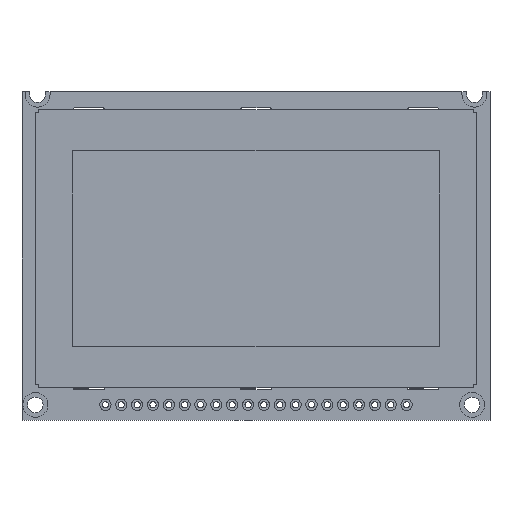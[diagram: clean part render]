
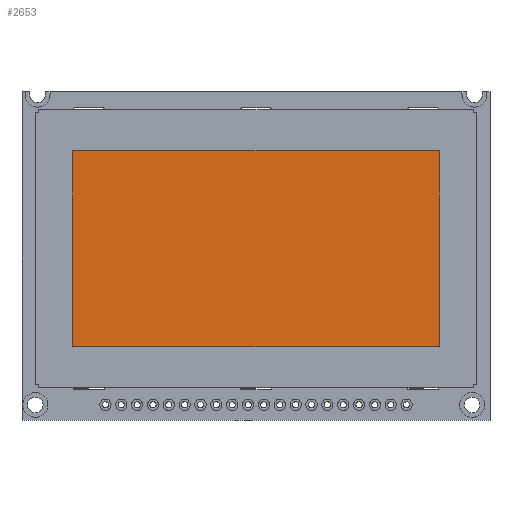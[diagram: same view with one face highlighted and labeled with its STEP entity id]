
A CAD part, top view. The second image highlights one B-rep face of the part: STEP entity #2653.
In plain terms, the highlighted planar face has unit normal (0, 0, 1).
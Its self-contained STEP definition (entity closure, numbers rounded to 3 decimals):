
#179 = CARTESIAN_POINT ( 'NONE',  ( -29.4, -14.55, 5.6 ) ) ;
#811 = DIRECTION ( 'NONE',  ( 0., -1., 0. ) ) ;
#1043 = AXIS2_PLACEMENT_3D ( 'NONE', #10757, #3573, #11960 ) ;
#2321 = PLANE ( 'NONE',  #1043 ) ;
#2653 = ADVANCED_FACE ( 'NONE', ( #11620 ), #2321, .F. ) ;
#2826 = VECTOR ( 'NONE', #8144, 1000. ) ;
#3060 = VERTEX_POINT ( 'NONE', #179 ) ;
#3330 = CARTESIAN_POINT ( 'NONE',  ( 29.4, -14.55, 5.6 ) ) ;
#3573 = DIRECTION ( 'NONE',  ( 0., 0., -1. ) ) ;
#4069 = CARTESIAN_POINT ( 'NONE',  ( 29.4, 16.85, 5.6 ) ) ;
#4372 = CARTESIAN_POINT ( 'NONE',  ( -29.4, 16.85, 5.6 ) ) ;
#4526 = CARTESIAN_POINT ( 'NONE',  ( -29.4, 16.85, 5.6 ) ) ;
#4953 = EDGE_CURVE ( 'NONE', #3060, #7782, #5568, .T. ) ;
#5199 = VECTOR ( 'NONE', #13985, 1000. ) ;
#5325 = ORIENTED_EDGE ( 'NONE', *, *, #10404, .T. ) ;
#5568 = LINE ( 'NONE', #10248, #5199 ) ;
#6428 = ORIENTED_EDGE ( 'NONE', *, *, #14211, .T. ) ;
#7009 = CARTESIAN_POINT ( 'NONE',  ( 29.4, 16.85, 5.6 ) ) ;
#7722 = LINE ( 'NONE', #15172, #10489 ) ;
#7782 = VERTEX_POINT ( 'NONE', #3330 ) ;
#8144 = DIRECTION ( 'NONE',  ( 0., 1., 0. ) ) ;
#9821 = ORIENTED_EDGE ( 'NONE', *, *, #10295, .T. ) ;
#10248 = CARTESIAN_POINT ( 'NONE',  ( -29.4, -14.55, 5.6 ) ) ;
#10295 = EDGE_CURVE ( 'NONE', #11767, #10392, #14271, .T. ) ;
#10392 = VERTEX_POINT ( 'NONE', #4526 ) ;
#10404 = EDGE_CURVE ( 'NONE', #7782, #11767, #12754, .T. ) ;
#10489 = VECTOR ( 'NONE', #811, 1000. ) ;
#10757 = CARTESIAN_POINT ( 'NONE',  ( 0., 0., 5.6 ) ) ;
#11072 = VECTOR ( 'NONE', #15163, 1000. ) ;
#11620 = FACE_OUTER_BOUND ( 'NONE', #14659, .T. ) ;
#11767 = VERTEX_POINT ( 'NONE', #4069 ) ;
#11960 = DIRECTION ( 'NONE',  ( -1., 0., 0. ) ) ;
#12754 = LINE ( 'NONE', #7009, #2826 ) ;
#13885 = ORIENTED_EDGE ( 'NONE', *, *, #4953, .T. ) ;
#13985 = DIRECTION ( 'NONE',  ( 1., 0., 0. ) ) ;
#14211 = EDGE_CURVE ( 'NONE', #10392, #3060, #7722, .T. ) ;
#14271 = LINE ( 'NONE', #4372, #11072 ) ;
#14659 = EDGE_LOOP ( 'NONE', ( #13885, #5325, #9821, #6428 ) ) ;
#15163 = DIRECTION ( 'NONE',  ( -1., 0., 0. ) ) ;
#15172 = CARTESIAN_POINT ( 'NONE',  ( -29.4, 16.85, 5.6 ) ) ;
